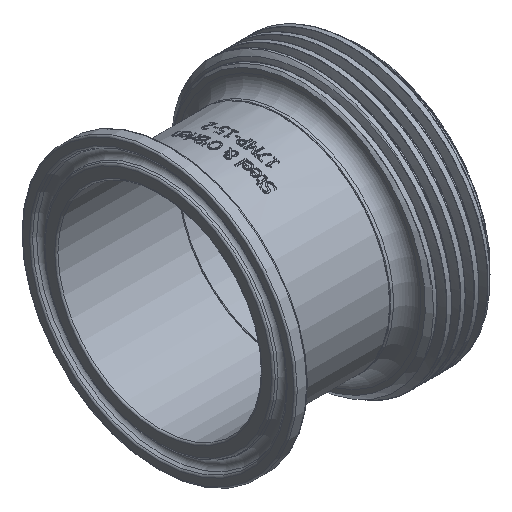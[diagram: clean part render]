
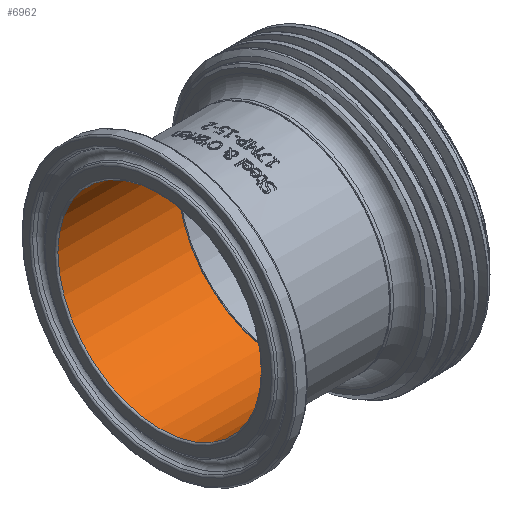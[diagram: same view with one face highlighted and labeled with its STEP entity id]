
A CAD part, isometric view. The second image highlights one B-rep face of the part: STEP entity #6962.
In plain terms, the highlighted cylindrical face has radius 23.749 mm (diameter 47.498 mm), a full revolution.
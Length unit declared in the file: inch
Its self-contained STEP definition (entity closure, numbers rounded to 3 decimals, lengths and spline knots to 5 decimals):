
#774=FACE_OUTER_BOUND('',#1185,.T.);
#1185=EDGE_LOOP('',(#6337,#6338,#6339,#6340,#6341,#6342,#6343,#6344));
#1380=CIRCLE('',#7389,0.935);
#1381=CIRCLE('',#7390,0.935);
#1386=CIRCLE('',#7395,0.935);
#1387=CIRCLE('',#7397,0.935);
#1388=CIRCLE('',#7398,0.935);
#1389=CIRCLE('',#7399,0.935);
#2242=LINE('',#15808,#2695);
#2695=VECTOR('',#8699,0.935);
#3344=VERTEX_POINT('',#15793);
#3345=VERTEX_POINT('',#15794);
#3346=VERTEX_POINT('',#15796);
#3350=VERTEX_POINT('',#15807);
#3351=VERTEX_POINT('',#15809);
#3352=VERTEX_POINT('',#15811);
#4366=EDGE_CURVE('',#3344,#3345,#1380,.T.);
#4367=EDGE_CURVE('',#3345,#3346,#1381,.T.);
#4372=EDGE_CURVE('',#3346,#3344,#1386,.T.);
#4373=EDGE_CURVE('',#3345,#3350,#2242,.T.);
#4374=EDGE_CURVE('',#3351,#3350,#1387,.T.);
#4375=EDGE_CURVE('',#3352,#3351,#1388,.T.);
#4376=EDGE_CURVE('',#3350,#3352,#1389,.T.);
#6337=ORIENTED_EDGE('',*,*,#4366,.F.);
#6338=ORIENTED_EDGE('',*,*,#4372,.F.);
#6339=ORIENTED_EDGE('',*,*,#4367,.F.);
#6340=ORIENTED_EDGE('',*,*,#4373,.T.);
#6341=ORIENTED_EDGE('',*,*,#4374,.F.);
#6342=ORIENTED_EDGE('',*,*,#4375,.F.);
#6343=ORIENTED_EDGE('',*,*,#4376,.F.);
#6344=ORIENTED_EDGE('',*,*,#4373,.F.);
#6610=CYLINDRICAL_SURFACE('',#7396,0.935);
#6962=ADVANCED_FACE('',(#774),#6610,.F.);
#7389=AXIS2_PLACEMENT_3D('',#15795,#8683,#8684);
#7390=AXIS2_PLACEMENT_3D('',#15797,#8685,#8686);
#7395=AXIS2_PLACEMENT_3D('',#15805,#8695,#8696);
#7396=AXIS2_PLACEMENT_3D('',#15806,#8697,#8698);
#7397=AXIS2_PLACEMENT_3D('',#15810,#8700,#8701);
#7398=AXIS2_PLACEMENT_3D('',#15812,#8702,#8703);
#7399=AXIS2_PLACEMENT_3D('',#15813,#8704,#8705);
#8683=DIRECTION('center_axis',(-1.,0.,0.));
#8684=DIRECTION('ref_axis',(0.,-1.,0.));
#8685=DIRECTION('center_axis',(-1.,0.,0.));
#8686=DIRECTION('ref_axis',(0.,-1.,0.));
#8695=DIRECTION('center_axis',(-1.,0.,0.));
#8696=DIRECTION('ref_axis',(0.,-1.,0.));
#8697=DIRECTION('center_axis',(1.,0.,0.));
#8698=DIRECTION('ref_axis',(0.,1.,0.));
#8699=DIRECTION('',(-1.,0.,0.));
#8700=DIRECTION('center_axis',(1.,0.,0.));
#8701=DIRECTION('ref_axis',(0.,-1.,0.));
#8702=DIRECTION('center_axis',(1.,0.,0.));
#8703=DIRECTION('ref_axis',(0.,-1.,0.));
#8704=DIRECTION('center_axis',(1.,0.,0.));
#8705=DIRECTION('ref_axis',(0.,-1.,0.));
#15793=CARTESIAN_POINT('',(-0.755,0.935,0.));
#15794=CARTESIAN_POINT('',(-0.755,-0.935,0.));
#15795=CARTESIAN_POINT('Origin',(-0.755,0.,0.));
#15796=CARTESIAN_POINT('',(-0.755,0.,0.935));
#15797=CARTESIAN_POINT('Origin',(-0.755,0.,0.));
#15805=CARTESIAN_POINT('Origin',(-0.755,0.,0.));
#15806=CARTESIAN_POINT('Origin',(-1.297,0.,0.));
#15807=CARTESIAN_POINT('',(-1.86,-0.935,0.));
#15808=CARTESIAN_POINT('',(-1.297,-0.935,0.));
#15809=CARTESIAN_POINT('',(-1.86,0.,0.935));
#15810=CARTESIAN_POINT('Origin',(-1.86,0.,0.));
#15811=CARTESIAN_POINT('',(-1.86,0.935,0.));
#15812=CARTESIAN_POINT('Origin',(-1.86,0.,0.));
#15813=CARTESIAN_POINT('Origin',(-1.86,0.,0.));
